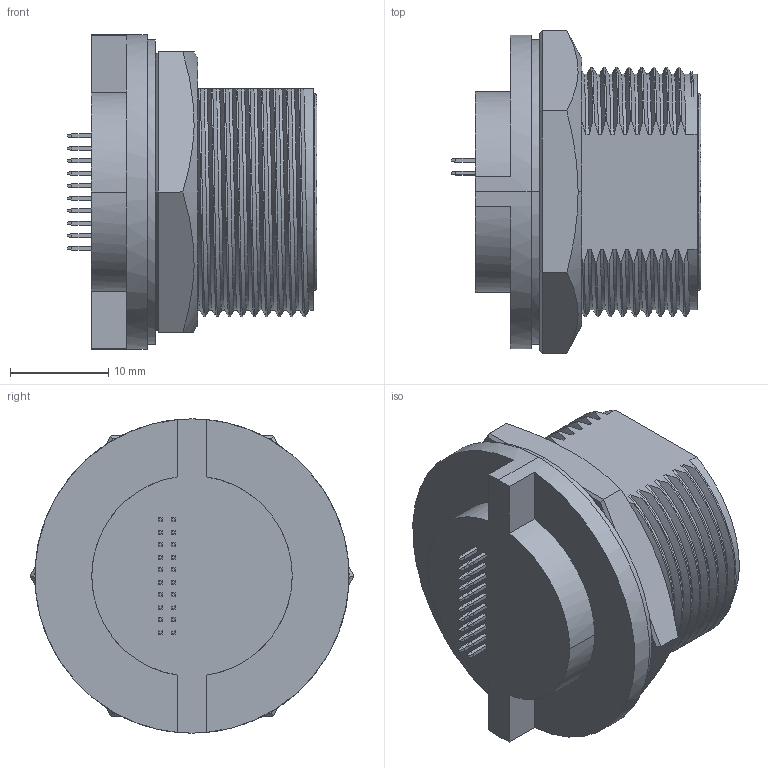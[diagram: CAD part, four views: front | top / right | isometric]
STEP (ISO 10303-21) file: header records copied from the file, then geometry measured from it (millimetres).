
FILE_DESCRIPTION (( 'STEP AP214' ), '1' );
FILE_NAME ('VHC00023.STEP', '2017-11-13T20:09:27', ( '' ), ( '' ), 'SwSTEP 2.0', 'SolidWorks 2014', '' );
FILE_SCHEMA (( 'AUTOMOTIVE_DESIGN' ));
Length unit declared in the file: millimetre
Products named in the file (2): VHC00023; VHC00023-MA1
Assembly tree (1 placements, depth 2):
  VHC00023
    VHC00023-MA1
Bounding box: 25.45 x 32.94 x 32 mm (x, y, z)
Volume: 11288.5 mm3; surface area: 5770.5 mm2
Topology: 1 solids, 1 shells, 649 faces, 1882 edges, 1254 vertices
Faces by surface type: plane 440, cylinder 133, bspline 52, cone 24
Entity records: 30234 total; most frequent: CARTESIAN_POINT 12747, ORIENTED_EDGE 3764, DIRECTION 2173, EDGE_CURVE 1882, VERTEX_POINT 1254, B_SPLINE_CURVE_WITH_KNOTS 950, LINE 889, VECTOR 889
